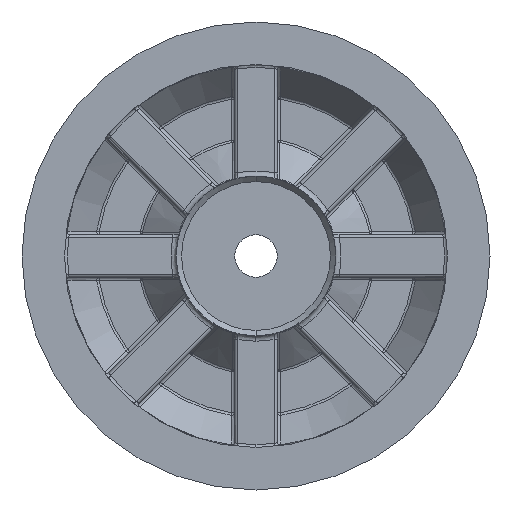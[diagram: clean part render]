
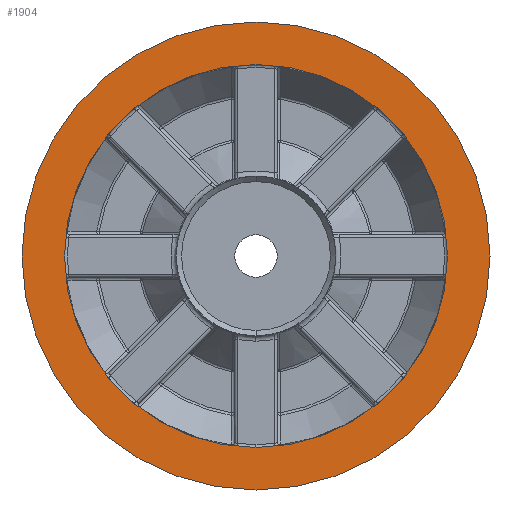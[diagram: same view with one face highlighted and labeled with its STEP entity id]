
A CAD part, front view. The second image highlights one B-rep face of the part: STEP entity #1904.
In plain terms, the highlighted planar face has unit normal (0, -1, 0).
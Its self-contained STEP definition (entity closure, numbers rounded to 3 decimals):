
#134 = CARTESIAN_POINT ( 'NONE',  ( 0., 0., 0. ) ) ;
#419 = CIRCLE ( 'NONE', #5766, 22. ) ;
#855 = DIRECTION ( 'NONE',  ( 1., 0., 0. ) ) ;
#914 = DIRECTION ( 'NONE',  ( 0., 0., 1. ) ) ;
#988 = AXIS2_PLACEMENT_3D ( 'NONE', #7133, #2537, #3464 ) ;
#1429 = ORIENTED_EDGE ( 'NONE', *, *, #10937, .F. ) ;
#1904 = ADVANCED_FACE ( 'NONE', ( #8033, #10753 ), #9650, .T. ) ;
#2535 = AXIS2_PLACEMENT_3D ( 'NONE', #10004, #11782, #914 ) ;
#2537 = DIRECTION ( 'NONE',  ( 0., -1., 0. ) ) ;
#3464 = DIRECTION ( 'NONE',  ( 0., 0., -1. ) ) ;
#3618 = CARTESIAN_POINT ( 'NONE',  ( 0., 0., -18. ) ) ;
#3654 = CARTESIAN_POINT ( 'NONE',  ( 0., 0., 0. ) ) ;
#3658 = VERTEX_POINT ( 'NONE', #9317 ) ;
#3807 = ORIENTED_EDGE ( 'NONE', *, *, #7959, .F. ) ;
#4292 = EDGE_CURVE ( 'NONE', #6637, #7851, #6156, .T. ) ;
#4387 = AXIS2_PLACEMENT_3D ( 'NONE', #5487, #11077, #11042 ) ;
#4425 = EDGE_CURVE ( 'NONE', #7851, #6637, #7162, .T. ) ;
#4737 = ORIENTED_EDGE ( 'NONE', *, *, #4292, .T. ) ;
#4843 = CIRCLE ( 'NONE', #4387, 22. ) ;
#5487 = CARTESIAN_POINT ( 'NONE',  ( 0., 0., 0. ) ) ;
#5615 = EDGE_LOOP ( 'NONE', ( #1429, #3807 ) ) ;
#5766 = AXIS2_PLACEMENT_3D ( 'NONE', #3654, #6294, #855 ) ;
#6156 = CIRCLE ( 'NONE', #2535, 18. ) ;
#6294 = DIRECTION ( 'NONE',  ( 0., 1., 0. ) ) ;
#6456 = EDGE_LOOP ( 'NONE', ( #8915, #4737 ) ) ;
#6597 = DIRECTION ( 'NONE',  ( 0., 0., 1. ) ) ;
#6637 = VERTEX_POINT ( 'NONE', #3618 ) ;
#7133 = CARTESIAN_POINT ( 'NONE',  ( -18., 0., 0. ) ) ;
#7162 = CIRCLE ( 'NONE', #9092, 18. ) ;
#7851 = VERTEX_POINT ( 'NONE', #9080 ) ;
#7959 = EDGE_CURVE ( 'NONE', #10190, #3658, #4843, .T. ) ;
#8033 = FACE_BOUND ( 'NONE', #6456, .T. ) ;
#8915 = ORIENTED_EDGE ( 'NONE', *, *, #4425, .T. ) ;
#9080 = CARTESIAN_POINT ( 'NONE',  ( 0., 0., 18. ) ) ;
#9092 = AXIS2_PLACEMENT_3D ( 'NONE', #134, #11146, #6597 ) ;
#9317 = CARTESIAN_POINT ( 'NONE',  ( 22., 0., 0. ) ) ;
#9650 = PLANE ( 'NONE',  #988 ) ;
#10004 = CARTESIAN_POINT ( 'NONE',  ( 0., 0., 0. ) ) ;
#10190 = VERTEX_POINT ( 'NONE', #11199 ) ;
#10753 = FACE_OUTER_BOUND ( 'NONE', #5615, .T. ) ;
#10937 = EDGE_CURVE ( 'NONE', #3658, #10190, #419, .T. ) ;
#11042 = DIRECTION ( 'NONE',  ( 1., 0., 0. ) ) ;
#11077 = DIRECTION ( 'NONE',  ( 0., 1., 0. ) ) ;
#11146 = DIRECTION ( 'NONE',  ( 0., 1., 0. ) ) ;
#11199 = CARTESIAN_POINT ( 'NONE',  ( -22., 0., 0. ) ) ;
#11782 = DIRECTION ( 'NONE',  ( 0., 1., 0. ) ) ;
